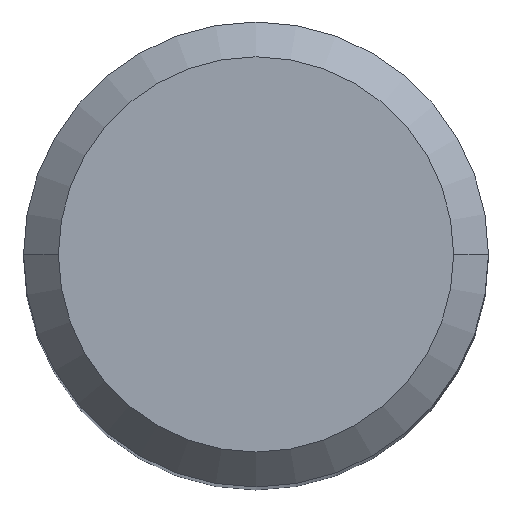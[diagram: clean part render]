
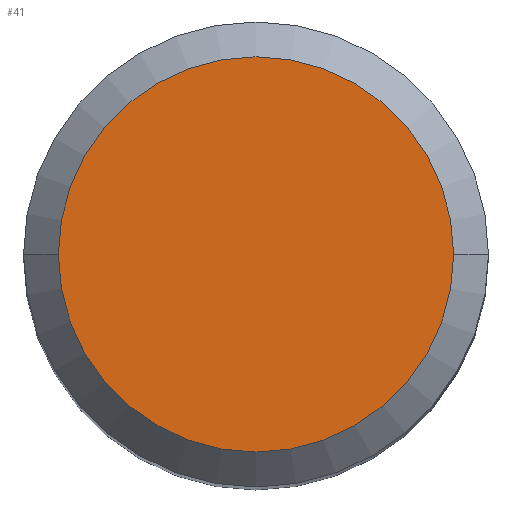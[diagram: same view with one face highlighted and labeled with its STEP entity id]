
A CAD part, top view. The second image highlights one B-rep face of the part: STEP entity #41.
In plain terms, the highlighted planar face has unit normal (0, 0, 1).
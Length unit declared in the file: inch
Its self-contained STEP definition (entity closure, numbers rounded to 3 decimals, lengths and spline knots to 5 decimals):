
#4 = EDGE_CURVE ( 'NONE', #69, #404, #242, .T. ) ;
#9 = DIRECTION ( 'NONE',  ( 0., 0., 1. ) ) ;
#27 = DIRECTION ( 'NONE',  ( -1., 0., 0. ) ) ;
#41 = ADVANCED_FACE ( 'NONE', ( #266 ), #85, .F. ) ;
#69 = VERTEX_POINT ( 'NONE', #391 ) ;
#81 = DIRECTION ( 'NONE',  ( 1., 0., 0. ) ) ;
#85 = PLANE ( 'NONE',  #425 ) ;
#119 = CARTESIAN_POINT ( 'NONE',  ( -0.16732, 0., 0. ) ) ;
#125 = AXIS2_PLACEMENT_3D ( 'NONE', #308, #9, #148 ) ;
#148 = DIRECTION ( 'NONE',  ( 1., 0., 0. ) ) ;
#224 = AXIS2_PLACEMENT_3D ( 'NONE', #444, #246, #81 ) ;
#233 = CARTESIAN_POINT ( 'NONE',  ( 0., 0., 0. ) ) ;
#242 = CIRCLE ( 'NONE', #224, 0.16732 ) ;
#246 = DIRECTION ( 'NONE',  ( 0., 0., 1. ) ) ;
#266 = FACE_OUTER_BOUND ( 'NONE', #420, .T. ) ;
#273 = CIRCLE ( 'NONE', #125, 0.16732 ) ;
#308 = CARTESIAN_POINT ( 'NONE',  ( 0., 0., 0. ) ) ;
#339 = ORIENTED_EDGE ( 'NONE', *, *, #352, .T. ) ;
#352 = EDGE_CURVE ( 'NONE', #404, #69, #273, .T. ) ;
#373 = DIRECTION ( 'NONE',  ( 0., 0., -1. ) ) ;
#391 = CARTESIAN_POINT ( 'NONE',  ( 0.16732, 0., 0. ) ) ;
#404 = VERTEX_POINT ( 'NONE', #119 ) ;
#420 = EDGE_LOOP ( 'NONE', ( #339, #463 ) ) ;
#425 = AXIS2_PLACEMENT_3D ( 'NONE', #233, #373, #27 ) ;
#444 = CARTESIAN_POINT ( 'NONE',  ( 0., 0., 0. ) ) ;
#463 = ORIENTED_EDGE ( 'NONE', *, *, #4, .T. ) ;
